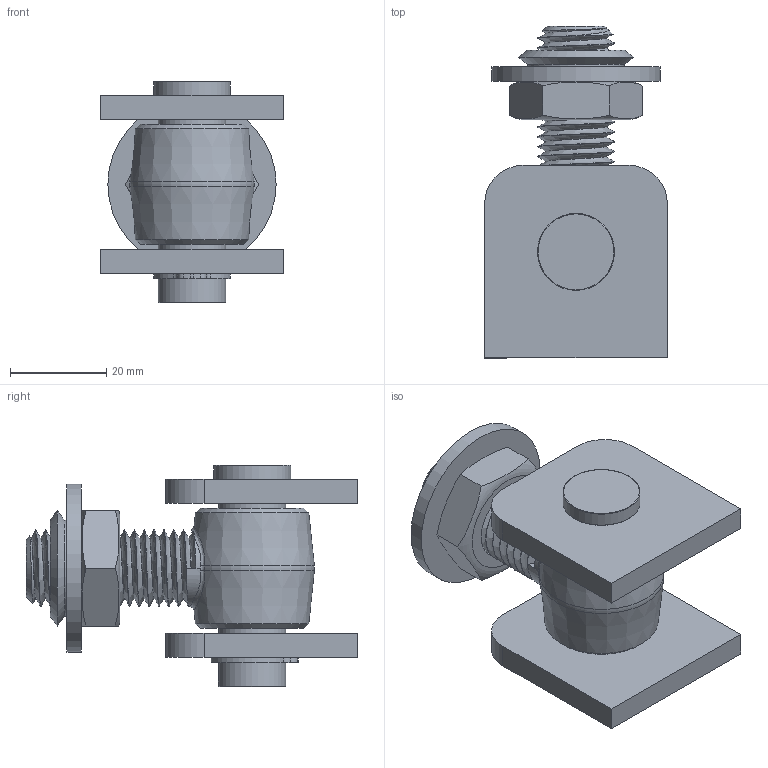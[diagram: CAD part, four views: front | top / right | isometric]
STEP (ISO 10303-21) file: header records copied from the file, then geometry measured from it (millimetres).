
FILE_DESCRIPTION(/* description */ (''),/* implementation_level */ '2;1');
FILE_NAME(/* name */ '25163SO.stp',/* time_stamp */ '2019-08-05T14:32:28+02:00',/* author */ ('Marc'),/* organization */ (''),/* preprocessor_version */ 'ST-DEVELOPER v17.2',/* originating_system */ 'Autodesk Inventor 2019',/* authorisation */ '');
FILE_SCHEMA (('AUTOMOTIVE_DESIGN { 1 0 10303 214 3 1 1 }'));
Length unit declared in the file: millimetre
Products named in the file (7): 25163SO; 25163-3; 25163-1; 25163-4; 25163SO-2; 25163-5; 25163-6
Assembly tree (7 placements, depth 2):
  25163SO
    25163-3
    25163SO-2  x2
    25163-1
    25163-4
    25163-5
    25163-6
Bounding box: 38 x 69 x 46 mm (x, y, z)
Volume: 40141.2 mm3; surface area: 20818.8 mm2
Topology: 7 solids, 7 shells, 103 faces, 241 edges, 156 vertices
Faces by surface type: cylinder 44, plane 36, cone 9, torus 7, bspline 7
Full cylindrical faces by diameter (mm): 1.5 x2, 12 x1, 13.835 x1, 14 x2, 14.1 x3, 16 x16, 20 x1, 20.5 x1, 35 x1
Entity records: 6527 total; most frequent: CARTESIAN_POINT 4164, ORIENTED_EDGE 440, DIRECTION 433, EDGE_CURVE 220, AXIS2_PLACEMENT_3D 179, VERTEX_POINT 142, EDGE_LOOP 110, FACE_OUTER_BOUND 94
